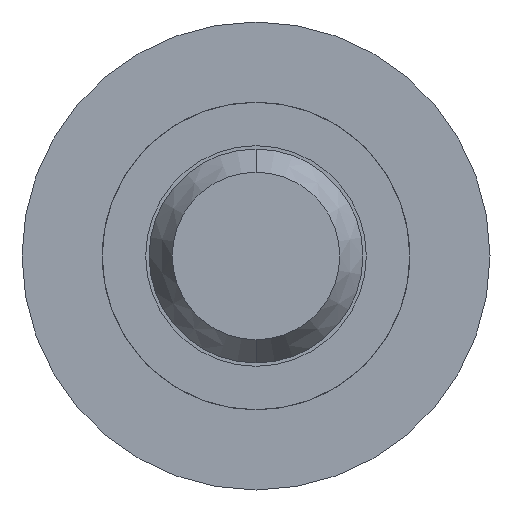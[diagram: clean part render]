
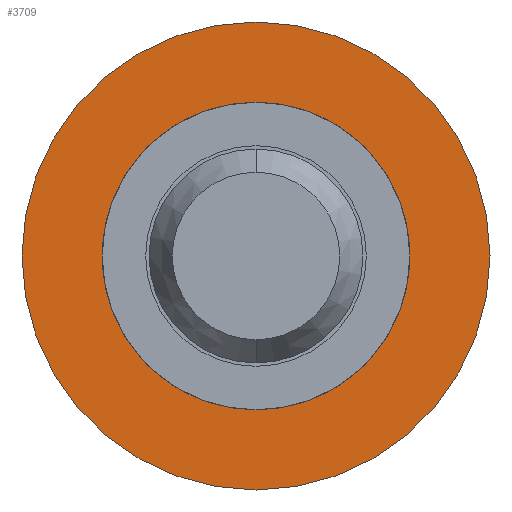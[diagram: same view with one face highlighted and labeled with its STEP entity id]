
A CAD part, front view. The second image highlights one B-rep face of the part: STEP entity #3709.
In plain terms, the highlighted planar face has unit normal (0, -1, 0).
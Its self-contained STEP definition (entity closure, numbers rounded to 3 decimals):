
#110 = AXIS2_PLACEMENT_3D ( 'NONE', #3763, #1523, #1569 ) ;
#186 = ORIENTED_EDGE ( 'NONE', *, *, #1743, .F. ) ;
#440 = PLANE ( 'NONE',  #4391 ) ;
#460 = CARTESIAN_POINT ( 'NONE',  ( 0., 5.3, -1.75 ) ) ;
#529 = EDGE_LOOP ( 'NONE', ( #3751, #186 ) ) ;
#627 = VERTEX_POINT ( 'NONE', #3755 ) ;
#799 = CARTESIAN_POINT ( 'NONE',  ( 0., 5.3, -1.75 ) ) ;
#914 = ORIENTED_EDGE ( 'NONE', *, *, #4375, .T. ) ;
#1054 = CIRCLE ( 'NONE', #110, 1.75 ) ;
#1175 = VERTEX_POINT ( 'NONE', #799 ) ;
#1228 = CARTESIAN_POINT ( 'NONE',  ( 0., 5.3, 0.5 ) ) ;
#1312 = VERTEX_POINT ( 'NONE', #1228 ) ;
#1321 = CARTESIAN_POINT ( 'NONE',  ( 0., 5.3, 0. ) ) ;
#1479 = AXIS2_PLACEMENT_3D ( 'NONE', #1321, #2079, #3174 ) ;
#1523 = DIRECTION ( 'NONE',  ( 0., 1., 0. ) ) ;
#1569 = DIRECTION ( 'NONE',  ( 0., 0., 1. ) ) ;
#1595 = EDGE_LOOP ( 'NONE', ( #4785, #914 ) ) ;
#1620 = EDGE_CURVE ( 'Defeature ausgef�hrt3_23+Defeature ausgef�hrt3_22+Defeature ausgef�hrt3_22+Defeature ausgef�hrt3_22', #1312, #627, #4096, .T. ) ;
#1743 = EDGE_CURVE ( 'Defeature ausgef�hrt3_24+Defeature ausgef�hrt3_23+Defeature ausgef�hrt3_23+Defeature ausgef�hrt3_23', #1175, #3917, #1904, .T. ) ;
#1904 = CIRCLE ( 'NONE', #4743, 1.75 ) ;
#2079 = DIRECTION ( 'NONE',  ( 0., 1., 0. ) ) ;
#2462 = DIRECTION ( 'NONE',  ( 0., 1., 0. ) ) ;
#2494 = CARTESIAN_POINT ( 'NONE',  ( 0., 5.3, 1.75 ) ) ;
#2654 = DIRECTION ( 'NONE',  ( 0., 0., 1. ) ) ;
#2898 = FACE_OUTER_BOUND ( 'NONE', #529, .T. ) ;
#3072 = DIRECTION ( 'NONE',  ( 0., 0., 1. ) ) ;
#3089 = DIRECTION ( 'NONE',  ( 0., 1., 0. ) ) ;
#3166 = DIRECTION ( 'NONE',  ( 0., 0., 1. ) ) ;
#3174 = DIRECTION ( 'NONE',  ( 0., 0., 1. ) ) ;
#3290 = AXIS2_PLACEMENT_3D ( 'NONE', #4187, #3089, #3072 ) ;
#3393 = EDGE_CURVE ( 'Defeature ausgef�hrt3_24+Defeature ausgef�hrt3_23+Defeature ausgef�hrt3_23+Defeature ausgef�hrt3_23', #3917, #1175, #1054, .T. ) ;
#3606 = CIRCLE ( 'NONE', #1479, 0.5 ) ;
#3709 = ADVANCED_FACE ( 'Defeature ausgef�hrt3_23', ( #2898, #3805 ), #440, .F. ) ;
#3751 = ORIENTED_EDGE ( 'NONE', *, *, #3393, .F. ) ;
#3755 = CARTESIAN_POINT ( 'NONE',  ( 0., 5.3, -0.5 ) ) ;
#3757 = DIRECTION ( 'NONE',  ( 0., 1., 0. ) ) ;
#3763 = CARTESIAN_POINT ( 'NONE',  ( 0., 5.3, 0. ) ) ;
#3805 = FACE_BOUND ( 'NONE', #1595, .T. ) ;
#3917 = VERTEX_POINT ( 'NONE', #2494 ) ;
#4096 = CIRCLE ( 'NONE', #3290, 0.5 ) ;
#4187 = CARTESIAN_POINT ( 'NONE',  ( 0., 5.3, 0. ) ) ;
#4375 = EDGE_CURVE ( 'Defeature ausgef�hrt3_23+Defeature ausgef�hrt3_22+Defeature ausgef�hrt3_22+Defeature ausgef�hrt3_22', #627, #1312, #3606, .T. ) ;
#4391 = AXIS2_PLACEMENT_3D ( 'NONE', #460, #3757, #2654 ) ;
#4669 = CARTESIAN_POINT ( 'NONE',  ( 0., 5.3, 0. ) ) ;
#4743 = AXIS2_PLACEMENT_3D ( 'NONE', #4669, #2462, #3166 ) ;
#4785 = ORIENTED_EDGE ( 'NONE', *, *, #1620, .T. ) ;
